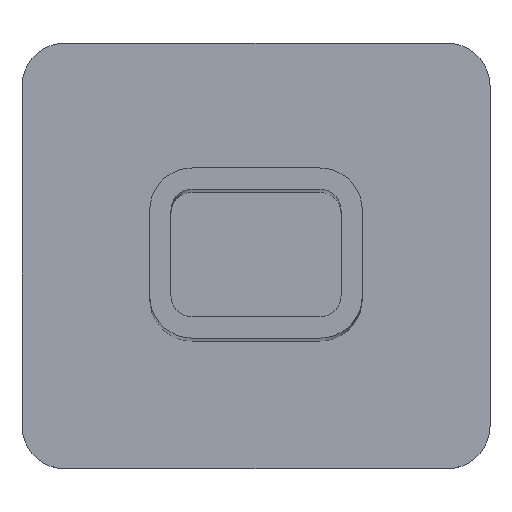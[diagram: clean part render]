
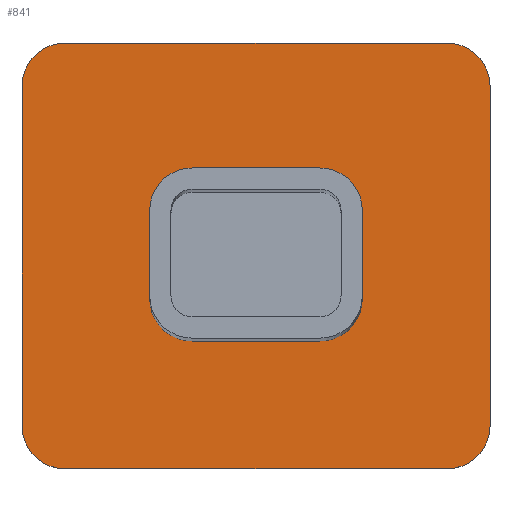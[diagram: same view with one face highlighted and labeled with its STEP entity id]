
A CAD part, top view. The second image highlights one B-rep face of the part: STEP entity #841.
In plain terms, the highlighted planar face has unit normal (0, 0, 1).
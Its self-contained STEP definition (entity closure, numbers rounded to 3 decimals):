
#52=CARTESIAN_POINT('Axis2P3D Location',(0.,0.,0.)) ;
#133=CARTESIAN_POINT('Vertex',(-25.,10.,0.)) ;
#138=CARTESIAN_POINT('Line Origine',(-25.,0.,0.)) ;
#142=CARTESIAN_POINT('Vertex',(-25.,-10.,0.)) ;
#173=CARTESIAN_POINT('Vertex',(-15.,20.,0.)) ;
#178=CARTESIAN_POINT('Axis2P3D Location',(-15.,10.,0.)) ;
#200=CARTESIAN_POINT('Axis2P3D Location',(-15.,-10.,0.)) ;
#204=CARTESIAN_POINT('Vertex',(-15.,-20.,0.)) ;
#350=CARTESIAN_POINT('Vertex',(15.,20.,0.)) ;
#353=CARTESIAN_POINT('Line Origine',(0.,20.,0.)) ;
#370=CARTESIAN_POINT('Line Origine',(0.,-20.,0.)) ;
#374=CARTESIAN_POINT('Vertex',(15.,-20.,0.)) ;
#394=CARTESIAN_POINT('Axis2P3D Location',(15.,-10.,0.)) ;
#398=CARTESIAN_POINT('Vertex',(25.,-10.,0.)) ;
#418=CARTESIAN_POINT('Line Origine',(25.,0.,0.)) ;
#422=CARTESIAN_POINT('Vertex',(25.,10.,0.)) ;
#442=CARTESIAN_POINT('Axis2P3D Location',(15.,10.,0.)) ;
#608=CARTESIAN_POINT('Vertex',(45.,50.,0.)) ;
#611=CARTESIAN_POINT('Axis2P3D Location',(45.,40.,0.)) ;
#615=CARTESIAN_POINT('Vertex',(55.,40.,0.)) ;
#635=CARTESIAN_POINT('Line Origine',(0.,50.,0.)) ;
#639=CARTESIAN_POINT('Vertex',(-45.,50.,0.)) ;
#677=CARTESIAN_POINT('Vertex',(-55.,40.,0.)) ;
#680=CARTESIAN_POINT('Axis2P3D Location',(-45.,40.,0.)) ;
#701=CARTESIAN_POINT('Vertex',(55.,-40.,0.)) ;
#711=CARTESIAN_POINT('Line Origine',(55.,0.,0.)) ;
#735=CARTESIAN_POINT('Axis2P3D Location',(45.,-40.,0.)) ;
#739=CARTESIAN_POINT('Vertex',(45.,-50.,0.)) ;
#759=CARTESIAN_POINT('Line Origine',(-55.,0.,0.)) ;
#763=CARTESIAN_POINT('Vertex',(-55.,-40.,0.)) ;
#797=CARTESIAN_POINT('Line Origine',(0.,-50.,0.)) ;
#801=CARTESIAN_POINT('Vertex',(-45.,-50.,0.)) ;
#816=CARTESIAN_POINT('Axis2P3D Location',(-45.,-40.,0.)) ;
#53=DIRECTION('Axis2P3D Direction',(0.,0.,1.)) ;
#54=DIRECTION('Axis2P3D XDirection',(1.,0.,0.)) ;
#139=DIRECTION('Vector Direction',(0.,-1.,0.)) ;
#179=DIRECTION('Axis2P3D Direction',(0.,0.,1.)) ;
#201=DIRECTION('Axis2P3D Direction',(0.,0.,1.)) ;
#354=DIRECTION('Vector Direction',(1.,0.,0.)) ;
#371=DIRECTION('Vector Direction',(-1.,0.,0.)) ;
#395=DIRECTION('Axis2P3D Direction',(0.,0.,1.)) ;
#419=DIRECTION('Vector Direction',(0.,1.,0.)) ;
#443=DIRECTION('Axis2P3D Direction',(0.,0.,1.)) ;
#612=DIRECTION('Axis2P3D Direction',(0.,0.,-1.)) ;
#636=DIRECTION('Vector Direction',(1.,0.,0.)) ;
#681=DIRECTION('Axis2P3D Direction',(0.,0.,-1.)) ;
#712=DIRECTION('Vector Direction',(0.,1.,0.)) ;
#736=DIRECTION('Axis2P3D Direction',(0.,0.,-1.)) ;
#760=DIRECTION('Vector Direction',(0.,1.,0.)) ;
#798=DIRECTION('Vector Direction',(-1.,0.,0.)) ;
#817=DIRECTION('Axis2P3D Direction',(0.,0.,1.)) ;
#55=AXIS2_PLACEMENT_3D('Plane Axis2P3D',#52,#53,#54) ;
#180=AXIS2_PLACEMENT_3D('Circle Axis2P3D',#178,#179,$) ;
#202=AXIS2_PLACEMENT_3D('Circle Axis2P3D',#200,#201,$) ;
#396=AXIS2_PLACEMENT_3D('Circle Axis2P3D',#394,#395,$) ;
#444=AXIS2_PLACEMENT_3D('Circle Axis2P3D',#442,#443,$) ;
#613=AXIS2_PLACEMENT_3D('Circle Axis2P3D',#611,#612,$) ;
#682=AXIS2_PLACEMENT_3D('Circle Axis2P3D',#680,#681,$) ;
#737=AXIS2_PLACEMENT_3D('Circle Axis2P3D',#735,#736,$) ;
#818=AXIS2_PLACEMENT_3D('Circle Axis2P3D',#816,#817,$) ;
#822=ORIENTED_EDGE('',*,*,#803,.F.) ;
#823=ORIENTED_EDGE('',*,*,#741,.F.) ;
#824=ORIENTED_EDGE('',*,*,#715,.F.) ;
#825=ORIENTED_EDGE('',*,*,#617,.F.) ;
#826=ORIENTED_EDGE('',*,*,#641,.F.) ;
#827=ORIENTED_EDGE('',*,*,#684,.F.) ;
#828=ORIENTED_EDGE('',*,*,#765,.F.) ;
#829=ORIENTED_EDGE('',*,*,#820,.F.) ;
#832=ORIENTED_EDGE('',*,*,#357,.F.) ;
#833=ORIENTED_EDGE('',*,*,#446,.F.) ;
#834=ORIENTED_EDGE('',*,*,#424,.F.) ;
#835=ORIENTED_EDGE('',*,*,#400,.F.) ;
#836=ORIENTED_EDGE('',*,*,#376,.F.) ;
#837=ORIENTED_EDGE('',*,*,#206,.F.) ;
#838=ORIENTED_EDGE('',*,*,#144,.F.) ;
#839=ORIENTED_EDGE('',*,*,#182,.F.) ;
#840=FACE_BOUND('',#831,.T.) ;
#140=VECTOR('Line Direction',#139,1.) ;
#355=VECTOR('Line Direction',#354,1.) ;
#372=VECTOR('Line Direction',#371,1.) ;
#420=VECTOR('Line Direction',#419,1.) ;
#637=VECTOR('Line Direction',#636,1.) ;
#713=VECTOR('Line Direction',#712,1.) ;
#761=VECTOR('Line Direction',#760,1.) ;
#799=VECTOR('Line Direction',#798,1.) ;
#841=ADVANCED_FACE('PartBody',(#830,#840),#56,.T.) ;
#181=CIRCLE('generated circle',#180,10.) ;
#203=CIRCLE('generated circle',#202,10.) ;
#397=CIRCLE('generated circle',#396,10.) ;
#445=CIRCLE('generated circle',#444,10.) ;
#614=CIRCLE('generated circle',#613,10.) ;
#683=CIRCLE('generated circle',#682,10.) ;
#738=CIRCLE('generated circle',#737,10.) ;
#819=CIRCLE('generated circle',#818,10.) ;
#144=EDGE_CURVE('',#134,#143,#141,.T.) ;
#182=EDGE_CURVE('',#174,#134,#181,.T.) ;
#206=EDGE_CURVE('',#143,#205,#203,.T.) ;
#357=EDGE_CURVE('',#351,#174,#356,.F.) ;
#376=EDGE_CURVE('',#205,#375,#373,.F.) ;
#400=EDGE_CURVE('',#375,#399,#397,.T.) ;
#424=EDGE_CURVE('',#399,#423,#421,.T.) ;
#446=EDGE_CURVE('',#423,#351,#445,.T.) ;
#617=EDGE_CURVE('',#609,#616,#614,.T.) ;
#641=EDGE_CURVE('',#640,#609,#638,.T.) ;
#684=EDGE_CURVE('',#678,#640,#683,.T.) ;
#715=EDGE_CURVE('',#616,#702,#714,.F.) ;
#741=EDGE_CURVE('',#702,#740,#738,.T.) ;
#765=EDGE_CURVE('',#764,#678,#762,.T.) ;
#803=EDGE_CURVE('',#740,#802,#800,.T.) ;
#820=EDGE_CURVE('',#802,#764,#819,.F.) ;
#821=EDGE_LOOP('',(#822,#823,#824,#825,#826,#827,#828,#829)) ;
#831=EDGE_LOOP('',(#832,#833,#834,#835,#836,#837,#838,#839)) ;
#830=FACE_OUTER_BOUND('',#821,.T.) ;
#141=LINE('Line',#138,#140) ;
#356=LINE('Line',#353,#355) ;
#373=LINE('Line',#370,#372) ;
#421=LINE('Line',#418,#420) ;
#638=LINE('Line',#635,#637) ;
#714=LINE('Line',#711,#713) ;
#762=LINE('Line',#759,#761) ;
#800=LINE('Line',#797,#799) ;
#56=PLANE('Plane',#55) ;
#134=VERTEX_POINT('',#133) ;
#143=VERTEX_POINT('',#142) ;
#174=VERTEX_POINT('',#173) ;
#205=VERTEX_POINT('',#204) ;
#351=VERTEX_POINT('',#350) ;
#375=VERTEX_POINT('',#374) ;
#399=VERTEX_POINT('',#398) ;
#423=VERTEX_POINT('',#422) ;
#609=VERTEX_POINT('',#608) ;
#616=VERTEX_POINT('',#615) ;
#640=VERTEX_POINT('',#639) ;
#678=VERTEX_POINT('',#677) ;
#702=VERTEX_POINT('',#701) ;
#740=VERTEX_POINT('',#739) ;
#764=VERTEX_POINT('',#763) ;
#802=VERTEX_POINT('',#801) ;
